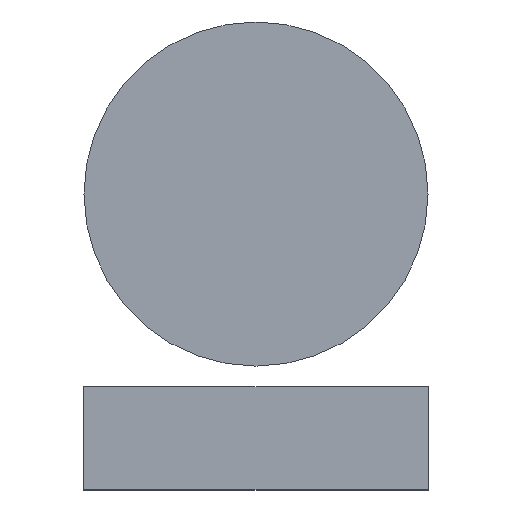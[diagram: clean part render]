
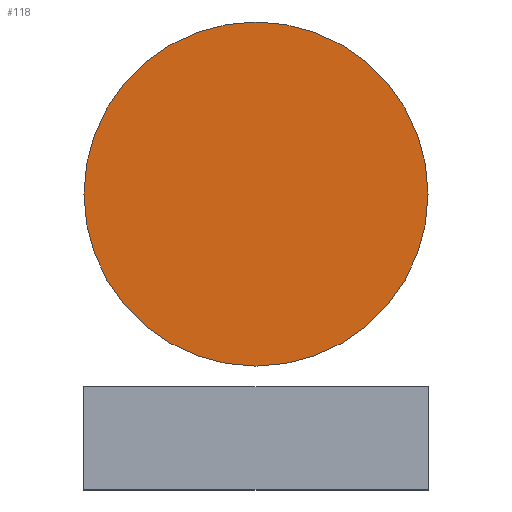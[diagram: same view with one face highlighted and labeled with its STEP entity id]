
A CAD part, top view. The second image highlights one B-rep face of the part: STEP entity #118.
In plain terms, the highlighted planar face has unit normal (0, 0, 1).
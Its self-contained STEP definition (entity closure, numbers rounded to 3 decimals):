
#62=AXIS2_PLACEMENT_3D('Circle Axis2P3D',#60,#61,$) ;
#87=AXIS2_PLACEMENT_3D('Circle Axis2P3D',#85,#86,$) ;
#112=AXIS2_PLACEMENT_3D('Plane Axis2P3D',#109,#110,#111) ;
#43=CARTESIAN_POINT('Vertex',(50.,43.,0.05)) ;
#57=CARTESIAN_POINT('Vertex',(0.,43.,0.05)) ;
#60=CARTESIAN_POINT('Axis2P3D Location',(25.,43.,0.05)) ;
#85=CARTESIAN_POINT('Axis2P3D Location',(25.,43.,0.05)) ;
#109=CARTESIAN_POINT('Axis2P3D Location',(25.,43.,0.05)) ;
#61=DIRECTION('Axis2P3D Direction',(0.,0.,1.)) ;
#86=DIRECTION('Axis2P3D Direction',(0.,0.,1.)) ;
#110=DIRECTION('Axis2P3D Direction',(0.,0.,1.)) ;
#111=DIRECTION('Axis2P3D XDirection',(1.,0.,0.)) ;
#115=ORIENTED_EDGE('',*,*,#64,.T.) ;
#116=ORIENTED_EDGE('',*,*,#89,.T.) ;
#118=ADVANCED_FACE('S3D positioniert',(#117),#113,.T.) ;
#63=CIRCLE('generated circle',#62,25.) ;
#88=CIRCLE('generated circle',#87,25.) ;
#64=EDGE_CURVE('',#44,#58,#63,.T.) ;
#89=EDGE_CURVE('',#58,#44,#88,.T.) ;
#114=EDGE_LOOP('',(#115,#116)) ;
#117=FACE_OUTER_BOUND('',#114,.T.) ;
#113=PLANE('',#112) ;
#44=VERTEX_POINT('',#43) ;
#58=VERTEX_POINT('',#57) ;
